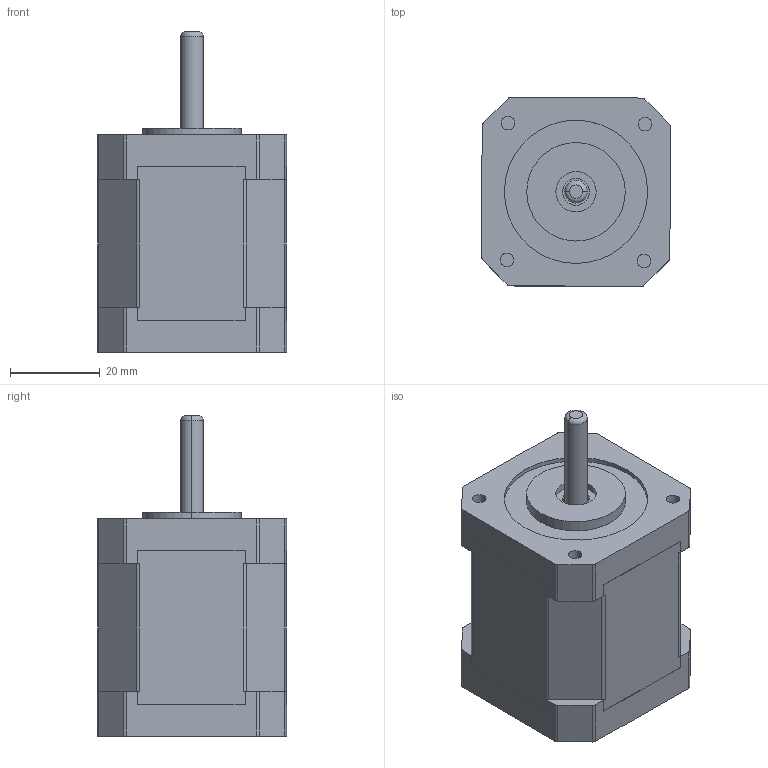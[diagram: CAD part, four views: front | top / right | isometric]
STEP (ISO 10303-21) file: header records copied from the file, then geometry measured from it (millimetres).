
FILE_DESCRIPTION((''),'2;1');
FILE_NAME('ASM16936_ASM','2016-12-09T',('MACFOS'),(''),'CREO PARAMETRIC BY PTC INC, 2014190','CREO PARAMETRIC BY PTC INC, 2014190','');
FILE_SCHEMA(('CONFIG_CONTROL_DESIGN'));
Length unit declared in the file: millimetre
Products named in the file (2): PRT0001; ASM16936_ASM
Assembly tree (1 placements, depth 2):
  ASM16936_ASM
    PRT0001
Bounding box: 42.31 x 42.31 x 71.5 mm (x, y, z)
Volume: 79820.9 mm3; surface area: 11914.1 mm2
Topology: 1 solids, 1 shells, 125 faces, 326 edges, 216 vertices
Faces by surface type: plane 71, cylinder 50, torus 4
Entity records: 3923 total; most frequent: DIRECTION 690, CARTESIAN_POINT 670, ORIENTED_EDGE 652, EDGE_CURVE 326, AXIS2_PLACEMENT_3D 236, VECTOR 218, LINE 218, VERTEX_POINT 216
